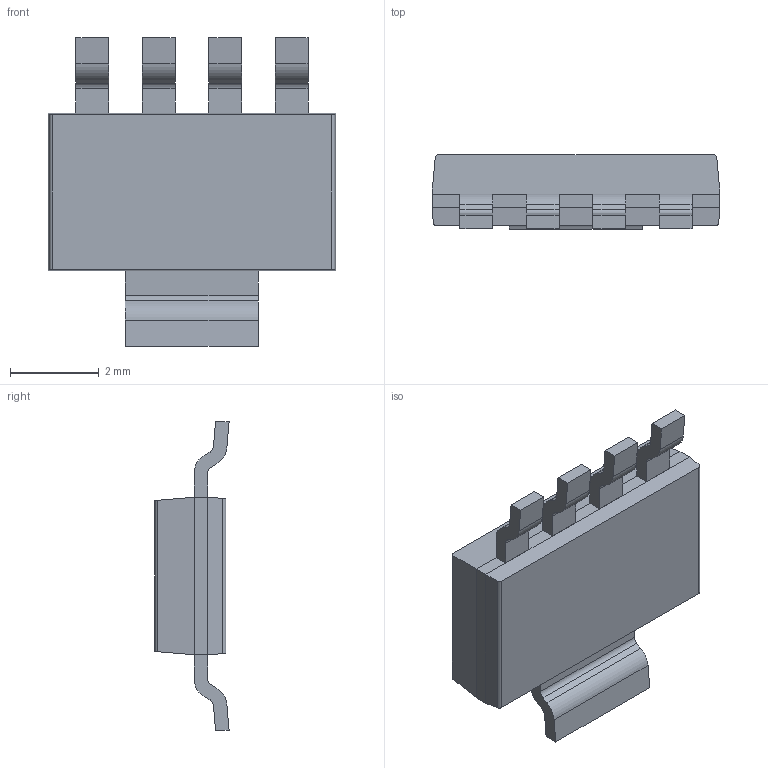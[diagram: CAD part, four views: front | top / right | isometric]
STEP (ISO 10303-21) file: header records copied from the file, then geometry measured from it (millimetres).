
FILE_DESCRIPTION((''),'2;1');
FILE_NAME('MP05A_ASM','2012-02-09T',('CKXSSC'),(''),'PRO/ENGINEER BY PARAMETRIC TECHNOLOGY CORPORATION, 2011220','PRO/ENGINEER BY PARAMETRIC TECHNOLOGY CORPORATION, 2011220','');
FILE_SCHEMA(('AUTOMOTIVE_DESIGN_CC2 { 1 2 10303 214 -1 1 5 2 }'));
Length unit declared in the file: millimetre
Products named in the file (4): BODY_MP05A; LEAD_MP05A; LEAD_WIDE_MP05A; MP05A_ASM
Assembly tree (6 placements, depth 2):
  MP05A_ASM
    BODY_MP05A
    LEAD_MP05A  x4
    LEAD_WIDE_MP05A
Bounding box: 6.5 x 1.68 x 6.96 mm (x, y, z)
Volume: 39.6 mm3; surface area: 107.5 mm2
Topology: 6 solids, 6 shells, 88 faces, 220 edges, 144 vertices
Faces by surface type: plane 64, cylinder 24
Entity records: 1842 total; most frequent: CARTESIAN_POINT 272, DIRECTION 232, ORIENTED_EDGE 224, PRESENTATION_STYLE_ASSIGNMENT 115, STYLED_ITEM 115, CURVE_STYLE 112, EDGE_CURVE 112, VECTOR 88
